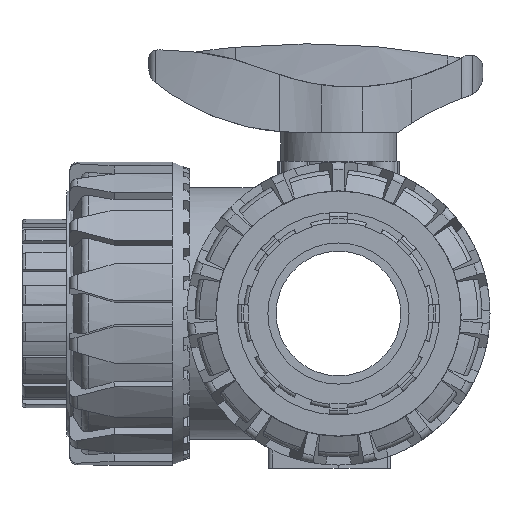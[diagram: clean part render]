
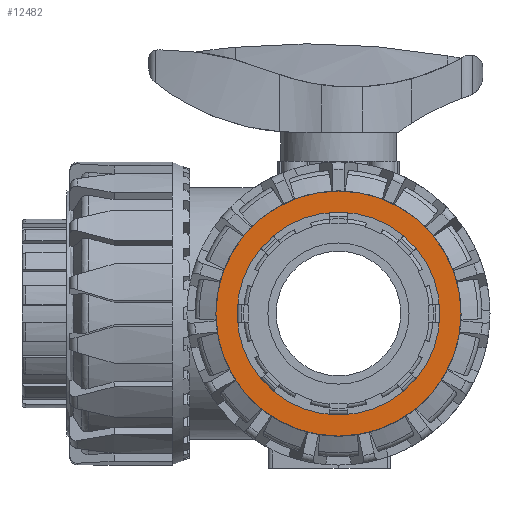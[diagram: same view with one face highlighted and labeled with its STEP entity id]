
A CAD part, front view. The second image highlights one B-rep face of the part: STEP entity #12482.
In plain terms, the highlighted face is planar.
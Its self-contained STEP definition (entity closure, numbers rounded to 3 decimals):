
#2740=PLANE($,#13779);
#2857=FACE_BOUND($,#4064,.T.);
#2858=FACE_BOUND($,#4065,.T.);
#4064=EDGE_LOOP($,(#10759));
#4065=EDGE_LOOP($,(#10760));
#4609=CIRCLE($,#13685,40.65);
#4633=CIRCLE($,#13746,49.15);
#5691=VERTEX_POINT($,#21722);
#5708=VERTEX_POINT($,#21849);
#7370=EDGE_CURVE($,#5691,#5691,#4609,.T.);
#7437=EDGE_CURVE($,#5708,#5708,#4633,.T.);
#10759=ORIENTED_EDGE($,*,*,#7370,.T.);
#10760=ORIENTED_EDGE($,*,*,#7437,.T.);
#12482=ADVANCED_FACE($,(#2857,#2858),#2740,.T.);
#13685=AXIS2_PLACEMENT_3D($,#21723,#16729,#16730);
#13746=AXIS2_PLACEMENT_3D($,#21850,#16879,#16880);
#13779=AXIS2_PLACEMENT_3D($,#21887,#16946,#16947);
#16729=DIRECTION('center_axis',(0.,0.,-1.));
#16730=DIRECTION('ref_axis',(-1.,0.,0.));
#16879=DIRECTION('center_axis',(0.,0.,1.));
#16880=DIRECTION('ref_axis',(1.,0.,0.));
#16946=DIRECTION('center_axis',(0.,0.,1.));
#16947=DIRECTION('ref_axis',(1.,0.,0.));
#21722=CARTESIAN_POINT('',(40.65,0.,49.2));
#21723=CARTESIAN_POINT('Origin',(0.,0.,49.2));
#21849=CARTESIAN_POINT('',(0.,-49.15,49.2));
#21850=CARTESIAN_POINT('Origin',(0.,0.,49.2));
#21887=CARTESIAN_POINT('Origin',(0.,0.,49.2));
